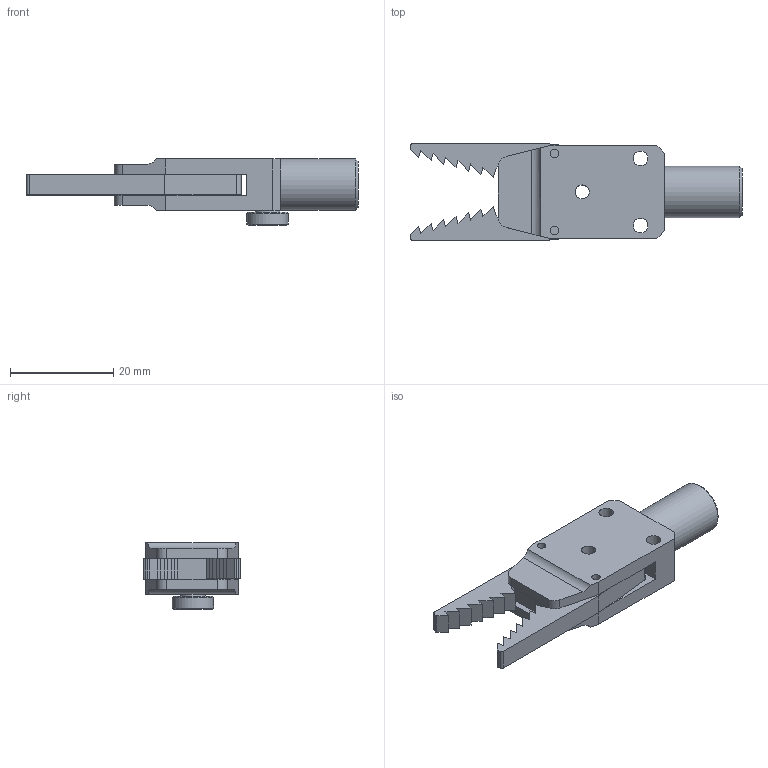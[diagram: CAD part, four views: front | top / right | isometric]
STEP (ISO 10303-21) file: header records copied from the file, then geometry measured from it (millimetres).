
FILE_DESCRIPTION(('STEP AP214'),'1');
FILE_NAME('CA.GZA.10.08.19.stp','2017-12-15T11:00:16',(' '),(' '),'Spatial InterOp 3D',' ',' ');
FILE_SCHEMA(('AUTOMOTIVE_DESIGN { 1 0 10303 214 1 1 1 1 }'));
Length unit declared in the file: millimetre
Products named in the file (5): CA.08.14.013; M.MP13X3.5D.5; GZA.10.08.1; GZA.10.08.19
Assembly tree (5 placements, depth 2):
  (unnamed)
    CA.08.14.013
    M.MP13X3.5D.5
    GZA.10.08.1
    GZA.10.08.19  x2
Bounding box: 64.31 x 18.88 x 12.83 mm (x, y, z)
Volume: 6252.7 mm3; surface area: 5396.5 mm2
Topology: 5 solids, 5 shells, 149 faces, 387 edges, 249 vertices
Faces by surface type: plane 96, cylinder 41, cone 8, torus 3, bspline 1
Full cylindrical faces by diameter (mm): 1.65 x6, 2.05 x1, 2.6 x1, 2.7 x2, 2.85 x2, 3.8 x1, 4.2 x3, 5 x1, 8 x1, 10 x1
Entity records: 5440 total; most frequent: CARTESIAN_POINT 1581, DIRECTION 587, ORIENTED_EDGE 526, EDGE_CURVE 263, AXIS2_PLACEMENT_3D 211, VERTEX_POINT 182, EDGE_LOOP 176, LINE 165
